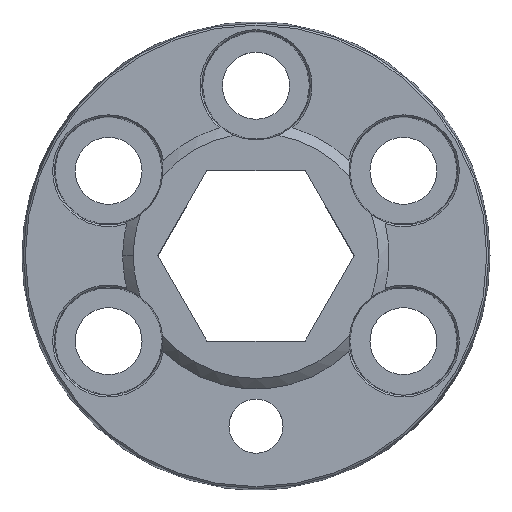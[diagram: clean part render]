
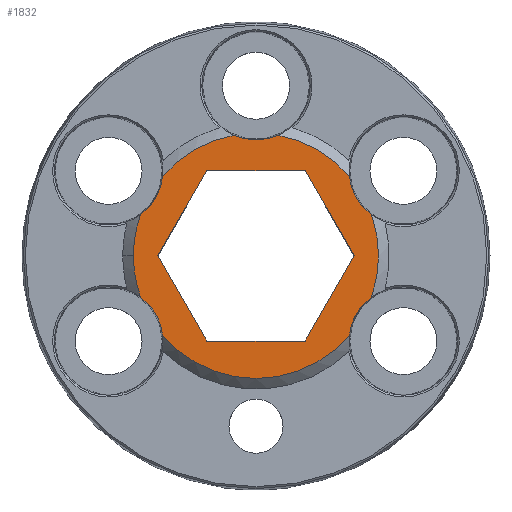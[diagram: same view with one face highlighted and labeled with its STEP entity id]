
A CAD part, top view. The second image highlights one B-rep face of the part: STEP entity #1832.
In plain terms, the highlighted planar face has unit normal (0, 0, 1).
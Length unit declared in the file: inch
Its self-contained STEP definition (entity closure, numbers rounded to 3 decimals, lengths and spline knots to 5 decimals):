
#55 = VECTOR ( 'NONE', #3522, 39.37008 ) ;
#81 = CARTESIAN_POINT ( 'NONE',  ( 0., 0., 0.34375 ) ) ;
#95 = AXIS2_PLACEMENT_3D ( 'NONE', #1810, #2624, #1079 ) ;
#97 = EDGE_CURVE ( 'NONE', #2217, #5194, #3135, .T. ) ;
#131 = CARTESIAN_POINT ( 'NONE',  ( 0.28868, 0., 0.34375 ) ) ;
#156 = DIRECTION ( 'NONE',  ( -0.5, 0.866, 0. ) ) ;
#164 = CIRCLE ( 'NONE', #1517, 0.36 ) ;
#214 = CARTESIAN_POINT ( 'NONE',  ( 0.06446, 0.35418, 0.34375 ) ) ;
#229 = ORIENTED_EDGE ( 'NONE', *, *, #4648, .F. ) ;
#244 = CARTESIAN_POINT ( 'NONE',  ( 0.14434, 0.25, 0.34375 ) ) ;
#305 = CARTESIAN_POINT ( 'NONE',  ( -0.14434, -0.25, 0.34375 ) ) ;
#343 = DIRECTION ( 'NONE',  ( 1., 0., 0. ) ) ;
#400 = CIRCLE ( 'NONE', #2923, 0.36 ) ;
#403 = CIRCLE ( 'NONE', #4438, 0.15943 ) ;
#415 = DIRECTION ( 'NONE',  ( 0., 0., 1. ) ) ;
#453 = ORIENTED_EDGE ( 'NONE', *, *, #3247, .T. ) ;
#494 = CARTESIAN_POINT ( 'NONE',  ( 0.14434, -0.25, 0.34375 ) ) ;
#495 = CARTESIAN_POINT ( 'NONE',  ( 0., 0.5, 0.34375 ) ) ;
#548 = EDGE_CURVE ( 'NONE', #2063, #4726, #3399, .T. ) ;
#566 = VERTEX_POINT ( 'NONE', #2813 ) ;
#581 = LINE ( 'NONE', #131, #3312 ) ;
#586 = CARTESIAN_POINT ( 'NONE',  ( -0.28868, 0., 0.34375 ) ) ;
#620 = CARTESIAN_POINT ( 'NONE',  ( 0., 0., 0.34375 ) ) ;
#630 = EDGE_LOOP ( 'NONE', ( #453, #2573, #3836, #1752, #2574, #4578, #3581, #2013, #2627, #1829, #3050 ) ) ;
#684 = DIRECTION ( 'NONE',  ( 0., 0., 1. ) ) ;
#688 = ORIENTED_EDGE ( 'NONE', *, *, #2155, .F. ) ;
#693 = ORIENTED_EDGE ( 'NONE', *, *, #2234, .F. ) ;
#761 = FACE_BOUND ( 'NONE', #3143, .T. ) ;
#811 = CARTESIAN_POINT ( 'NONE',  ( -0.14434, -0.25, 0.34375 ) ) ;
#813 = CARTESIAN_POINT ( 'NONE',  ( 0.14434, -0.25, 0.34375 ) ) ;
#832 = VECTOR ( 'NONE', #2584, 39.37008 ) ;
#866 = LINE ( 'NONE', #813, #1967 ) ;
#871 = LINE ( 'NONE', #586, #832 ) ;
#881 = DIRECTION ( 'NONE',  ( 1., 0., 0. ) ) ;
#909 = DIRECTION ( 'NONE',  ( 0., 0., 1. ) ) ;
#1025 = ORIENTED_EDGE ( 'NONE', *, *, #3068, .F. ) ;
#1079 = DIRECTION ( 'NONE',  ( 1., 0., 0. ) ) ;
#1140 = CARTESIAN_POINT ( 'NONE',  ( 0., 0., 0.34375 ) ) ;
#1141 = EDGE_CURVE ( 'NONE', #3730, #2866, #4404, .T. ) ;
#1159 = DIRECTION ( 'NONE',  ( 0., 0., 1. ) ) ;
#1210 = AXIS2_PLACEMENT_3D ( 'NONE', #81, #1773, #3727 ) ;
#1260 = VECTOR ( 'NONE', #2816, 39.37008 ) ;
#1319 = CARTESIAN_POINT ( 'NONE',  ( -0.2745, -0.23292, 0.34375 ) ) ;
#1400 = CARTESIAN_POINT ( 'NONE',  ( 0.14434, 0.25, 0.34375 ) ) ;
#1517 = AXIS2_PLACEMENT_3D ( 'NONE', #2987, #5013, #3784 ) ;
#1640 = VERTEX_POINT ( 'NONE', #494 ) ;
#1685 = CARTESIAN_POINT ( 'NONE',  ( -0.14434, 0.25, 0.34375 ) ) ;
#1692 = VERTEX_POINT ( 'NONE', #3914 ) ;
#1752 = ORIENTED_EDGE ( 'NONE', *, *, #3032, .T. ) ;
#1755 = CARTESIAN_POINT ( 'NONE',  ( 0.33896, -0.12127, 0.34375 ) ) ;
#1773 = DIRECTION ( 'NONE',  ( 0., 0., 1. ) ) ;
#1793 = CIRCLE ( 'NONE', #4745, 0.15943 ) ;
#1799 = EDGE_CURVE ( 'NONE', #2217, #4099, #4990, .T. ) ;
#1810 = CARTESIAN_POINT ( 'NONE',  ( -0.43301, -0.25, 0.34375 ) ) ;
#1829 = ORIENTED_EDGE ( 'NONE', *, *, #548, .T. ) ;
#1832 = ADVANCED_FACE ( 'NONE', ( #761, #4396 ), #3136, .T. ) ;
#1886 = AXIS2_PLACEMENT_3D ( 'NONE', #495, #2131, #2471 ) ;
#1950 = LINE ( 'NONE', #811, #1260 ) ;
#1953 = ORIENTED_EDGE ( 'NONE', *, *, #4957, .F. ) ;
#1967 = VECTOR ( 'NONE', #2049, 39.37008 ) ;
#1987 = EDGE_CURVE ( 'NONE', #3730, #4099, #1793, .T. ) ;
#2013 = ORIENTED_EDGE ( 'NONE', *, *, #1141, .T. ) ;
#2041 = CARTESIAN_POINT ( 'NONE',  ( -0.06446, 0.35418, 0.34375 ) ) ;
#2049 = DIRECTION ( 'NONE',  ( 0.5, 0.866, 0. ) ) ;
#2063 = VERTEX_POINT ( 'NONE', #3217 ) ;
#2070 = DIRECTION ( 'NONE',  ( 0., 0., 1. ) ) ;
#2082 = CARTESIAN_POINT ( 'NONE',  ( 0.2745, -0.23292, 0.34375 ) ) ;
#2131 = DIRECTION ( 'NONE',  ( 0., 0., 1. ) ) ;
#2153 = DIRECTION ( 'NONE',  ( 1., 0., 0. ) ) ;
#2155 = EDGE_CURVE ( 'NONE', #1640, #4718, #866, .T. ) ;
#2217 = VERTEX_POINT ( 'NONE', #1319 ) ;
#2234 = EDGE_CURVE ( 'NONE', #5133, #566, #3779, .T. ) ;
#2276 = EDGE_CURVE ( 'NONE', #3567, #4726, #4406, .T. ) ;
#2312 = EDGE_CURVE ( 'NONE', #4718, #4594, #581, .T. ) ;
#2319 = CARTESIAN_POINT ( 'NONE',  ( 0.28868, 0., 0.34375 ) ) ;
#2347 = CARTESIAN_POINT ( 'NONE',  ( 0., 0., 0.34375 ) ) ;
#2471 = DIRECTION ( 'NONE',  ( 1., 0., 0. ) ) ;
#2490 = CARTESIAN_POINT ( 'NONE',  ( -0.33896, 0.12127, 0.34375 ) ) ;
#2524 = DIRECTION ( 'NONE',  ( -0.5, -0.866, 0. ) ) ;
#2573 = ORIENTED_EDGE ( 'NONE', *, *, #5118, .F. ) ;
#2574 = ORIENTED_EDGE ( 'NONE', *, *, #97, .F. ) ;
#2584 = DIRECTION ( 'NONE',  ( 0.5, -0.866, 0. ) ) ;
#2624 = DIRECTION ( 'NONE',  ( 0., 0., 1. ) ) ;
#2627 = ORIENTED_EDGE ( 'NONE', *, *, #3443, .F. ) ;
#2719 = AXIS2_PLACEMENT_3D ( 'NONE', #1140, #5186, #3615 ) ;
#2784 = CARTESIAN_POINT ( 'NONE',  ( 0., 0., 0.34375 ) ) ;
#2789 = CARTESIAN_POINT ( 'NONE',  ( -0.2745, 0.23292, 0.34375 ) ) ;
#2813 = CARTESIAN_POINT ( 'NONE',  ( -0.28868, 0., 0.34375 ) ) ;
#2816 = DIRECTION ( 'NONE',  ( 1., 0., 0. ) ) ;
#2862 = AXIS2_PLACEMENT_3D ( 'NONE', #4173, #2070, #2153 ) ;
#2866 = VERTEX_POINT ( 'NONE', #3762 ) ;
#2923 = AXIS2_PLACEMENT_3D ( 'NONE', #2347, #3578, #3168 ) ;
#2987 = CARTESIAN_POINT ( 'NONE',  ( 0., 0., 0.34375 ) ) ;
#3032 = EDGE_CURVE ( 'NONE', #1692, #5194, #3605, .T. ) ;
#3036 = CIRCLE ( 'NONE', #2862, 0.15943 ) ;
#3041 = DIRECTION ( 'NONE',  ( 0., 0., 1. ) ) ;
#3050 = ORIENTED_EDGE ( 'NONE', *, *, #2276, .F. ) ;
#3068 = EDGE_CURVE ( 'NONE', #4594, #5133, #3866, .T. ) ;
#3135 = CIRCLE ( 'NONE', #95, 0.15943 ) ;
#3136 = PLANE ( 'NONE',  #4159 ) ;
#3143 = EDGE_LOOP ( 'NONE', ( #3682, #688, #1953, #229, #693, #1025 ) ) ;
#3168 = DIRECTION ( 'NONE',  ( 1., 0., 0. ) ) ;
#3217 = CARTESIAN_POINT ( 'NONE',  ( 0.2745, 0.23292, 0.34375 ) ) ;
#3247 = EDGE_CURVE ( 'NONE', #3567, #4933, #400, .T. ) ;
#3312 = VECTOR ( 'NONE', #156, 39.37008 ) ;
#3372 = CARTESIAN_POINT ( 'NONE',  ( 0.43301, -0.25, 0.34375 ) ) ;
#3399 = CIRCLE ( 'NONE', #3570, 0.36 ) ;
#3407 = CARTESIAN_POINT ( 'NONE',  ( -0.14434, 0.25, 0.34375 ) ) ;
#3443 = EDGE_CURVE ( 'NONE', #2063, #2866, #403, .T. ) ;
#3522 = DIRECTION ( 'NONE',  ( -1., 0., 0. ) ) ;
#3567 = VERTEX_POINT ( 'NONE', #2041 ) ;
#3570 = AXIS2_PLACEMENT_3D ( 'NONE', #2784, #1159, #5164 ) ;
#3578 = DIRECTION ( 'NONE',  ( 0., 0., 1. ) ) ;
#3581 = ORIENTED_EDGE ( 'NONE', *, *, #1987, .F. ) ;
#3605 = CIRCLE ( 'NONE', #4611, 0.36 ) ;
#3615 = DIRECTION ( 'NONE',  ( 1., 0., 0. ) ) ;
#3682 = ORIENTED_EDGE ( 'NONE', *, *, #2312, .F. ) ;
#3727 = DIRECTION ( 'NONE',  ( 1., 0., 0. ) ) ;
#3730 = VERTEX_POINT ( 'NONE', #1755 ) ;
#3762 = CARTESIAN_POINT ( 'NONE',  ( 0.33896, 0.12127, 0.34375 ) ) ;
#3779 = LINE ( 'NONE', #3407, #4751 ) ;
#3784 = DIRECTION ( 'NONE',  ( 1., 0., 0. ) ) ;
#3836 = ORIENTED_EDGE ( 'NONE', *, *, #4581, .T. ) ;
#3842 = DIRECTION ( 'NONE',  ( 1., 0., 0. ) ) ;
#3866 = LINE ( 'NONE', #244, #55 ) ;
#3914 = CARTESIAN_POINT ( 'NONE',  ( -0.36, 0., 0.34375 ) ) ;
#3920 = VERTEX_POINT ( 'NONE', #305 ) ;
#3960 = DIRECTION ( 'NONE',  ( 1., 0., 0. ) ) ;
#4036 = CARTESIAN_POINT ( 'NONE',  ( 0., 0., 0.34375 ) ) ;
#4099 = VERTEX_POINT ( 'NONE', #2082 ) ;
#4159 = AXIS2_PLACEMENT_3D ( 'NONE', #4036, #415, #343 ) ;
#4173 = CARTESIAN_POINT ( 'NONE',  ( -0.43301, 0.25, 0.34375 ) ) ;
#4297 = CARTESIAN_POINT ( 'NONE',  ( 0.43301, 0.25, 0.34375 ) ) ;
#4396 = FACE_OUTER_BOUND ( 'NONE', #630, .T. ) ;
#4404 = CIRCLE ( 'NONE', #1210, 0.36 ) ;
#4406 = CIRCLE ( 'NONE', #1886, 0.15943 ) ;
#4438 = AXIS2_PLACEMENT_3D ( 'NONE', #4297, #684, #3960 ) ;
#4578 = ORIENTED_EDGE ( 'NONE', *, *, #1799, .T. ) ;
#4581 = EDGE_CURVE ( 'NONE', #5127, #1692, #164, .T. ) ;
#4594 = VERTEX_POINT ( 'NONE', #1400 ) ;
#4611 = AXIS2_PLACEMENT_3D ( 'NONE', #620, #3041, #3842 ) ;
#4648 = EDGE_CURVE ( 'NONE', #566, #3920, #871, .T. ) ;
#4718 = VERTEX_POINT ( 'NONE', #2319 ) ;
#4726 = VERTEX_POINT ( 'NONE', #214 ) ;
#4745 = AXIS2_PLACEMENT_3D ( 'NONE', #3372, #909, #881 ) ;
#4751 = VECTOR ( 'NONE', #2524, 39.37008 ) ;
#4933 = VERTEX_POINT ( 'NONE', #2789 ) ;
#4957 = EDGE_CURVE ( 'NONE', #3920, #1640, #1950, .T. ) ;
#4990 = CIRCLE ( 'NONE', #2719, 0.36 ) ;
#5013 = DIRECTION ( 'NONE',  ( 0., 0., 1. ) ) ;
#5034 = CARTESIAN_POINT ( 'NONE',  ( -0.33896, -0.12127, 0.34375 ) ) ;
#5118 = EDGE_CURVE ( 'NONE', #5127, #4933, #3036, .T. ) ;
#5127 = VERTEX_POINT ( 'NONE', #2490 ) ;
#5133 = VERTEX_POINT ( 'NONE', #1685 ) ;
#5164 = DIRECTION ( 'NONE',  ( 1., 0., 0. ) ) ;
#5186 = DIRECTION ( 'NONE',  ( 0., 0., 1. ) ) ;
#5194 = VERTEX_POINT ( 'NONE', #5034 ) ;
